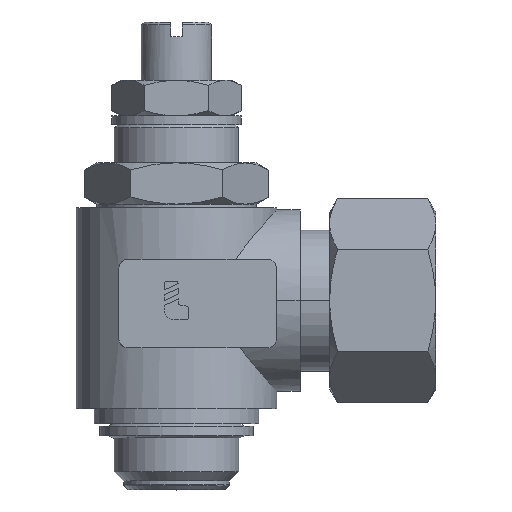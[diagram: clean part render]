
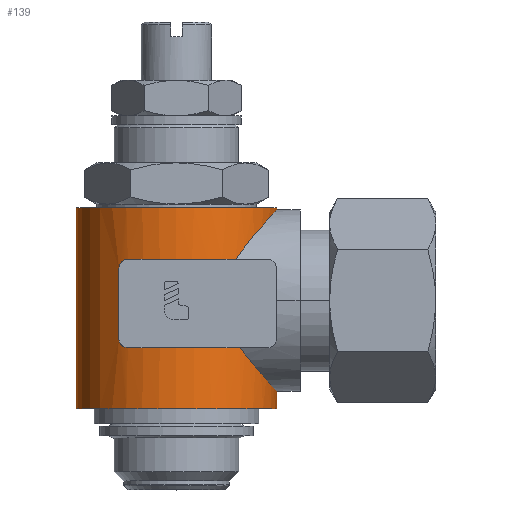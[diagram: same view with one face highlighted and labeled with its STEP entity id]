
A CAD part, top view. The second image highlights one B-rep face of the part: STEP entity #139.
In plain terms, the highlighted cylindrical face has radius 17 mm (diameter 34 mm), a partial arc.
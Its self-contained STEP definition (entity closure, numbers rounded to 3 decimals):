
#139=ADVANCED_FACE('',(#418),#419,.T.);
#418=FACE_OUTER_BOUND('',#799,.T.);
#419=CYLINDRICAL_SURFACE('',#800,17.0);
#799=EDGE_LOOP('',(#1700,#1701,#1702,#1703,#1704,#1705,#1706,#1707,#1708,#1709,#1710,#1711,#1712,#1713));
#800=AXIS2_PLACEMENT_3D('',#1714,#1715,#1716);
#1700=ORIENTED_EDGE('',*,*,#2482,.T.);
#1701=ORIENTED_EDGE('',*,*,#2646,.T.);
#1702=ORIENTED_EDGE('',*,*,#2620,.T.);
#1703=ORIENTED_EDGE('',*,*,#2618,.T.);
#1704=ORIENTED_EDGE('',*,*,#2607,.T.);
#1705=ORIENTED_EDGE('',*,*,#2597,.T.);
#1706=ORIENTED_EDGE('',*,*,#2601,.T.);
#1707=ORIENTED_EDGE('',*,*,#2615,.T.);
#1708=ORIENTED_EDGE('',*,*,#2612,.T.);
#1709=ORIENTED_EDGE('',*,*,#2436,.T.);
#1710=ORIENTED_EDGE('',*,*,#2486,.T.);
#1711=ORIENTED_EDGE('',*,*,#2647,.F.);
#1712=ORIENTED_EDGE('',*,*,#2484,.T.);
#1713=ORIENTED_EDGE('',*,*,#2648,.F.);
#1714=CARTESIAN_POINT('',(0.0,30.831,0.0));
#1715=DIRECTION('',(-0.0,1.0,0.0));
#1716=DIRECTION('',(1.0,0.0,0.0));
#2436=EDGE_CURVE('',#2914,#2912,#2915,.T.);
#2482=EDGE_CURVE('',#3003,#3004,#3005,.T.);
#2484=EDGE_CURVE('',#3008,#3006,#3009,.T.);
#2486=EDGE_CURVE('',#2912,#3010,#3012,.T.);
#2597=EDGE_CURVE('',#3195,#3196,#3197,.T.);
#2601=EDGE_CURVE('',#3196,#3203,#3204,.T.);
#2607=EDGE_CURVE('',#3213,#3195,#3214,.T.);
#2612=EDGE_CURVE('',#3221,#2914,#3222,.T.);
#2615=EDGE_CURVE('',#3203,#3221,#3226,.T.);
#2618=EDGE_CURVE('',#3229,#3213,#3230,.T.);
#2620=EDGE_CURVE('',#3232,#3229,#3233,.T.);
#2646=EDGE_CURVE('',#3004,#3232,#3271,.T.);
#2647=EDGE_CURVE('',#3008,#3010,#3272,.T.);
#2648=EDGE_CURVE('',#3003,#3006,#3273,.T.);
#2912=VERTEX_POINT('',#3647);
#2914=VERTEX_POINT('',#3666);
#2915=B_SPLINE_CURVE_WITH_KNOTS('',3,(#3667,#3668,#3669,#3670,#3671,#3672,#3673,#3674,#3675,#3676,#3677,#3678,#3679,#3680,#3681,#3682,#3683,#3684),.UNSPECIFIED.,.F.,.F.,(4,2,2,2,2,2,2,2,4),(59.938,60.442,62.131,65.51,68.631,71.751,74.872,76.432,77.993),.UNSPECIFIED.);
#3003=VERTEX_POINT('',#3933);
#3004=VERTEX_POINT('',#3934);
#3005=LINE('',#3935,#3936);
#3006=VERTEX_POINT('',#3937);
#3008=VERTEX_POINT('',#3939);
#3009=LINE('',#3940,#3941);
#3010=VERTEX_POINT('',#3942);
#3012=LINE('',#3944,#3945);
#3195=VERTEX_POINT('',#4354);
#3196=VERTEX_POINT('',#4355);
#3197=LINE('',#4356,#4357);
#3203=VERTEX_POINT('',#4366);
#3204=B_SPLINE_CURVE_WITH_KNOTS('',3,(#4367,#4368,#4369,#4370,#4371,#4372,#4373,#4374,#4375,#4376,#4377,#4378,#4379,#4380),.UNSPECIFIED.,.F.,.F.,(4,2,2,2,2,2,4),(0.0,0.282,0.564,1.129,1.796,2.463,3.101),.UNSPECIFIED.);
#3213=VERTEX_POINT('',#4392);
#3214=B_SPLINE_CURVE_WITH_KNOTS('',3,(#4393,#4394,#4395,#4396,#4397,#4398,#4399,#4400,#4401,#4402,#4403,#4404,#4405,#4406),.UNSPECIFIED.,.F.,.F.,(4,2,2,2,2,2,4),(1.759,2.397,3.064,3.731,4.296,4.578,4.86),.UNSPECIFIED.);
#3221=VERTEX_POINT('',#4416);
#3222=CIRCLE('',#4417,17.0);
#3226=CIRCLE('',#4423,17.0);
#3229=VERTEX_POINT('',#4428);
#3230=CIRCLE('',#4429,17.0);
#3232=VERTEX_POINT('',#4432);
#3233=CIRCLE('',#4433,17.0);
#3271=B_SPLINE_CURVE_WITH_KNOTS('',3,(#4513,#4514,#4515,#4516,#4517,#4518,#4519,#4520,#4521,#4522,#4523,#4524,#4525,#4526,#4527,#4528),.UNSPECIFIED.,.F.,.F.,(4,2,2,2,2,2,2,4),(25.998,27.558,29.118,32.239,35.359,38.48,41.859,42.679),.UNSPECIFIED.);
#3272=CIRCLE('',#4529,17.0);
#3273=CIRCLE('',#4530,17.0);
#3647=CARTESIAN_POINT('',(17.0,47.53,0.));
#3666=CARTESIAN_POINT('',(10.011,39.095,13.74));
#3667=CARTESIAN_POINT('',(10.011,39.095,13.74));
#3668=CARTESIAN_POINT('',(10.103,39.227,13.673));
#3669=CARTESIAN_POINT('',(10.195,39.358,13.604));
#3670=CARTESIAN_POINT('',(10.599,39.922,13.297));
#3671=CARTESIAN_POINT('',(10.915,40.344,13.04));
#3672=CARTESIAN_POINT('',(11.857,41.57,12.211));
#3673=CARTESIAN_POINT('',(12.477,42.331,11.581));
#3674=CARTESIAN_POINT('',(13.579,43.651,10.262));
#3675=CARTESIAN_POINT('',(14.104,44.263,9.537));
#3676=CARTESIAN_POINT('',(15.068,45.371,7.926));
#3677=CARTESIAN_POINT('',(15.506,45.866,7.041));
#3678=CARTESIAN_POINT('',(16.231,46.678,5.155));
#3679=CARTESIAN_POINT('',(16.518,46.997,4.152));
#3680=CARTESIAN_POINT('',(16.807,47.317,2.609));
#3681=CARTESIAN_POINT('',(16.879,47.397,2.088));
#3682=CARTESIAN_POINT('',(16.976,47.504,1.044));
#3683=CARTESIAN_POINT('',(17.0,47.53,0.52));
#3684=CARTESIAN_POINT('',(17.0,47.53,0.));
#3933=CARTESIAN_POINT('',(17.0,13.763,0.0));
#3934=CARTESIAN_POINT('',(17.0,16.714,0.));
#3935=CARTESIAN_POINT('',(17.0,30.831,0.));
#3936=VECTOR('',#5589,1.0);
#3937=CARTESIAN_POINT('',(-17.0,13.763,0.));
#3939=CARTESIAN_POINT('',(-17.0,47.899,0.));
#3940=CARTESIAN_POINT('',(-17.0,30.831,0.));
#3941=VECTOR('',#5593,1.0);
#3942=CARTESIAN_POINT('',(17.0,47.899,0.0));
#3944=CARTESIAN_POINT('',(17.0,30.831,0.));
#3945=VECTOR('',#5597,1.0);
#4354=CARTESIAN_POINT('',(-9.76,25.578,13.919));
#4355=CARTESIAN_POINT('',(-9.76,37.613,13.919));
#4356=CARTESIAN_POINT('',(-9.76,31.596,13.919));
#4357=VECTOR('',#5767,1.0);
#4366=CARTESIAN_POINT('',(-8.26,39.096,14.858));
#4367=CARTESIAN_POINT('',(-9.76,37.596,13.919));
#4368=CARTESIAN_POINT('',(-9.76,37.69,13.919));
#4369=CARTESIAN_POINT('',(-9.751,37.786,13.925));
#4370=CARTESIAN_POINT('',(-9.714,37.976,13.951));
#4371=CARTESIAN_POINT('',(-9.686,38.07,13.971));
#4372=CARTESIAN_POINT('',(-9.578,38.337,14.045));
#4373=CARTESIAN_POINT('',(-9.471,38.496,14.118));
#4374=CARTESIAN_POINT('',(-9.215,38.769,14.286));
#4375=CARTESIAN_POINT('',(-9.041,38.893,14.398));
#4376=CARTESIAN_POINT('',(-8.661,39.056,14.63));
#4377=CARTESIAN_POINT('',(-8.454,39.096,14.75));
#4378=CARTESIAN_POINT('',(-8.074,39.096,14.962));
#4379=CARTESIAN_POINT('',(-7.872,39.059,15.069));
#4380=CARTESIAN_POINT('',(-7.683,38.98,15.165));
#4392=CARTESIAN_POINT('',(-8.26,24.096,14.858));
#4393=CARTESIAN_POINT('',(-7.683,24.211,15.165));
#4394=CARTESIAN_POINT('',(-7.872,24.132,15.069));
#4395=CARTESIAN_POINT('',(-8.074,24.096,14.962));
#4396=CARTESIAN_POINT('',(-8.454,24.096,14.75));
#4397=CARTESIAN_POINT('',(-8.661,24.135,14.63));
#4398=CARTESIAN_POINT('',(-9.041,24.298,14.398));
#4399=CARTESIAN_POINT('',(-9.215,24.422,14.286));
#4400=CARTESIAN_POINT('',(-9.471,24.695,14.118));
#4401=CARTESIAN_POINT('',(-9.578,24.854,14.045));
#4402=CARTESIAN_POINT('',(-9.686,25.121,13.971));
#4403=CARTESIAN_POINT('',(-9.714,25.215,13.951));
#4404=CARTESIAN_POINT('',(-9.751,25.405,13.925));
#4405=CARTESIAN_POINT('',(-9.76,25.501,13.919));
#4406=CARTESIAN_POINT('',(-9.76,25.596,13.919));
#4416=CARTESIAN_POINT('',(0.0,39.096,17.0));
#4417=AXIS2_PLACEMENT_3D('',#5786,#5787,#5788);
#4423=AXIS2_PLACEMENT_3D('',#5791,#5792,#5793);
#4428=CARTESIAN_POINT('',(0.0,24.096,17.0));
#4429=AXIS2_PLACEMENT_3D('',#5796,#5797,#5798);
#4432=CARTESIAN_POINT('',(10.771,24.096,13.152));
#4433=AXIS2_PLACEMENT_3D('',#5800,#5801,#5802);
#4513=CARTESIAN_POINT('',(17.0,16.714,0.));
#4514=CARTESIAN_POINT('',(17.0,16.714,0.52));
#4515=CARTESIAN_POINT('',(16.976,16.74,1.044));
#4516=CARTESIAN_POINT('',(16.879,16.847,2.088));
#4517=CARTESIAN_POINT('',(16.807,16.927,2.609));
#4518=CARTESIAN_POINT('',(16.518,17.247,4.152));
#4519=CARTESIAN_POINT('',(16.231,17.566,5.155));
#4520=CARTESIAN_POINT('',(15.506,18.378,7.041));
#4521=CARTESIAN_POINT('',(15.068,18.873,7.926));
#4522=CARTESIAN_POINT('',(14.104,19.981,9.537));
#4523=CARTESIAN_POINT('',(13.579,20.593,10.262));
#4524=CARTESIAN_POINT('',(12.477,21.913,11.581));
#4525=CARTESIAN_POINT('',(11.857,22.674,12.211));
#4526=CARTESIAN_POINT('',(11.076,23.689,12.898));
#4527=CARTESIAN_POINT('',(10.924,23.891,13.027));
#4528=CARTESIAN_POINT('',(10.771,24.096,13.152));
#4529=AXIS2_PLACEMENT_3D('',#5840,#5841,#5842);
#4530=AXIS2_PLACEMENT_3D('',#5843,#5844,#5845);
#5589=DIRECTION('',(0.0,1.0,0.0));
#5593=DIRECTION('',(-0.0,-1.0,-0.0));
#5597=DIRECTION('',(0.0,1.0,0.0));
#5767=DIRECTION('',(0.0,1.0,0.0));
#5786=CARTESIAN_POINT('',(0.0,39.096,0.0));
#5787=DIRECTION('',(-0.0,1.0,0.0));
#5788=DIRECTION('',(1.0,0.0,0.0));
#5791=CARTESIAN_POINT('',(0.0,39.096,0.0));
#5792=DIRECTION('',(-0.0,1.0,0.0));
#5793=DIRECTION('',(1.0,0.0,0.0));
#5796=CARTESIAN_POINT('',(0.0,24.096,0.0));
#5797=DIRECTION('',(0.0,-1.0,0.0));
#5798=DIRECTION('',(1.0,0.0,0.0));
#5800=CARTESIAN_POINT('',(0.0,24.096,0.0));
#5801=DIRECTION('',(0.0,-1.0,0.0));
#5802=DIRECTION('',(1.0,0.0,0.0));
#5840=CARTESIAN_POINT('',(0.0,47.899,0.0));
#5841=DIRECTION('',(-0.0,1.0,0.0));
#5842=DIRECTION('',(1.0,0.0,0.0));
#5843=CARTESIAN_POINT('',(0.0,13.763,0.0));
#5844=DIRECTION('',(0.0,-1.0,0.0));
#5845=DIRECTION('',(1.0,0.0,0.0));
